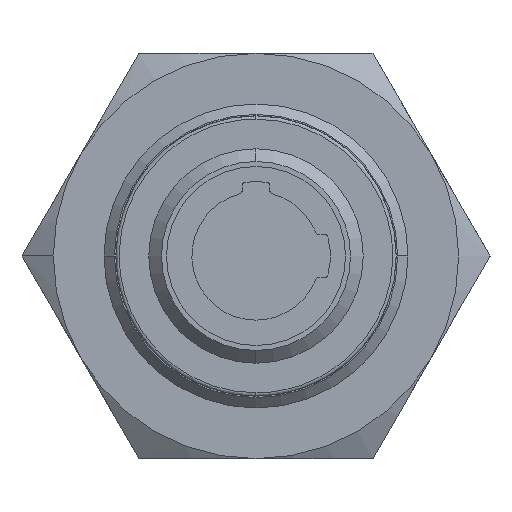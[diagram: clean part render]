
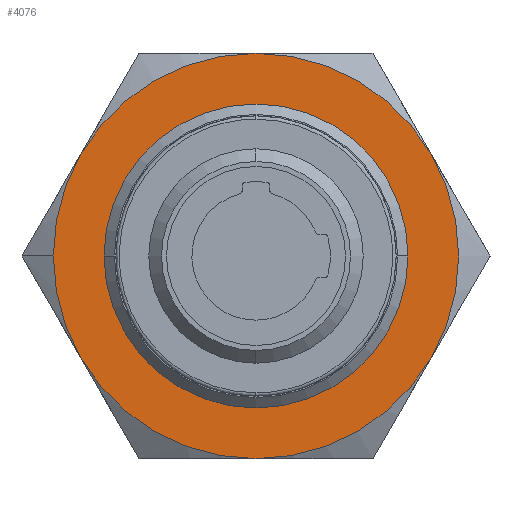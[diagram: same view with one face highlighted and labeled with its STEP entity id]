
A CAD part, left-side view. The second image highlights one B-rep face of the part: STEP entity #4076.
In plain terms, the highlighted planar face has unit normal (-1, 0, 0).
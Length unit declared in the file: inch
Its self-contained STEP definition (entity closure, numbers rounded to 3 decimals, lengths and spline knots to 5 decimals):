
#67 = EDGE_CURVE ( 'NONE', #743, #2023, #4631, .T. ) ;
#127 = EDGE_CURVE ( 'NONE', #5825, #925, #1587, .T. ) ;
#179 = VERTEX_POINT ( 'NONE', #3327 ) ;
#253 = CIRCLE ( 'NONE', #276, 0.35433 ) ;
#276 = AXIS2_PLACEMENT_3D ( 'NONE', #4421, #4950, #4043 ) ;
#414 = CIRCLE ( 'NONE', #1789, 0.47244 ) ;
#415 = CARTESIAN_POINT ( 'NONE',  ( 1.61417, 0., 0. ) ) ;
#454 = CARTESIAN_POINT ( 'NONE',  ( 1.61417, 0., -0.35433 ) ) ;
#512 = FACE_OUTER_BOUND ( 'NONE', #2549, .T. ) ;
#564 = CARTESIAN_POINT ( 'NONE',  ( 1.61417, 0., 0.35433 ) ) ;
#743 = VERTEX_POINT ( 'NONE', #1515 ) ;
#806 = CIRCLE ( 'NONE', #1352, 0.47244 ) ;
#925 = VERTEX_POINT ( 'NONE', #564 ) ;
#988 = EDGE_CURVE ( 'NONE', #4850, #1684, #4341, .T. ) ;
#1008 = DIRECTION ( 'NONE',  ( 1., 0., 0. ) ) ;
#1018 = ORIENTED_EDGE ( 'NONE', *, *, #3348, .F. ) ;
#1034 = CIRCLE ( 'NONE', #4332, 0.47244 ) ;
#1174 = EDGE_LOOP ( 'NONE', ( #4413, #1542 ) ) ;
#1352 = AXIS2_PLACEMENT_3D ( 'NONE', #415, #4552, #4628 ) ;
#1439 = FACE_BOUND ( 'NONE', #1174, .T. ) ;
#1515 = CARTESIAN_POINT ( 'NONE',  ( 1.61417, 0.40915, 0.23622 ) ) ;
#1534 = AXIS2_PLACEMENT_3D ( 'NONE', #5254, #2957, #5728 ) ;
#1542 = ORIENTED_EDGE ( 'NONE', *, *, #2570, .F. ) ;
#1587 = CIRCLE ( 'NONE', #1534, 0.35433 ) ;
#1684 = VERTEX_POINT ( 'NONE', #5798 ) ;
#1789 = AXIS2_PLACEMENT_3D ( 'NONE', #3902, #3521, #5344 ) ;
#1890 = CIRCLE ( 'NONE', #5460, 0.47244 ) ;
#2023 = VERTEX_POINT ( 'NONE', #4045 ) ;
#2180 = CARTESIAN_POINT ( 'NONE',  ( 1.61417, 0., 0. ) ) ;
#2345 = AXIS2_PLACEMENT_3D ( 'NONE', #5140, #2363, #5613 ) ;
#2363 = DIRECTION ( 'NONE',  ( 1., 0., 0. ) ) ;
#2387 = ORIENTED_EDGE ( 'NONE', *, *, #3151, .F. ) ;
#2455 = DIRECTION ( 'NONE',  ( 1., 0., 0. ) ) ;
#2549 = EDGE_LOOP ( 'NONE', ( #5225, #2387, #5139, #3237, #4494, #1018, #5291 ) ) ;
#2565 = CARTESIAN_POINT ( 'NONE',  ( 1.61417, -0.47244, 0. ) ) ;
#2570 = EDGE_CURVE ( 'NONE', #925, #5825, #253, .T. ) ;
#2652 = DIRECTION ( 'NONE',  ( 1., 0., 0. ) ) ;
#2684 = CARTESIAN_POINT ( 'NONE',  ( 1.61417, -0.40915, -0.23622 ) ) ;
#2924 = DIRECTION ( 'NONE',  ( 0., 1., 0. ) ) ;
#2957 = DIRECTION ( 'NONE',  ( -1., 0., 0. ) ) ;
#3041 = CARTESIAN_POINT ( 'NONE',  ( 1.61417, 0.40915, -0.23622 ) ) ;
#3064 = PLANE ( 'NONE',  #4202 ) ;
#3151 = EDGE_CURVE ( 'NONE', #2023, #179, #414, .T. ) ;
#3237 = ORIENTED_EDGE ( 'NONE', *, *, #3483, .F. ) ;
#3327 = CARTESIAN_POINT ( 'NONE',  ( 1.61417, -0.40915, 0.23622 ) ) ;
#3348 = EDGE_CURVE ( 'NONE', #4856, #4850, #806, .T. ) ;
#3403 = DIRECTION ( 'NONE',  ( 0., 0., 1. ) ) ;
#3483 = EDGE_CURVE ( 'NONE', #1684, #743, #4183, .T. ) ;
#3504 = AXIS2_PLACEMENT_3D ( 'NONE', #2180, #2652, #3403 ) ;
#3519 = DIRECTION ( 'NONE',  ( 1., 0., 0. ) ) ;
#3521 = DIRECTION ( 'NONE',  ( 1., 0., 0. ) ) ;
#3779 = CARTESIAN_POINT ( 'NONE',  ( 1.61417, 0., 0. ) ) ;
#3793 = CARTESIAN_POINT ( 'NONE',  ( 1.61417, 0., 0. ) ) ;
#3798 = CARTESIAN_POINT ( 'NONE',  ( 1.61417, 0., 0. ) ) ;
#3902 = CARTESIAN_POINT ( 'NONE',  ( 1.61417, 0., 0. ) ) ;
#4043 = DIRECTION ( 'NONE',  ( 0., 0., -1. ) ) ;
#4045 = CARTESIAN_POINT ( 'NONE',  ( 1.61417, 0., 0.47244 ) ) ;
#4076 = ADVANCED_FACE ( 'NONE', ( #512, #1439 ), #3064, .F. ) ;
#4153 = DIRECTION ( 'NONE',  ( 1., 0., 0. ) ) ;
#4183 = CIRCLE ( 'NONE', #4350, 0.47244 ) ;
#4202 = AXIS2_PLACEMENT_3D ( 'NONE', #2565, #3519, #5343 ) ;
#4332 = AXIS2_PLACEMENT_3D ( 'NONE', #3779, #4153, #5609 ) ;
#4341 = CIRCLE ( 'NONE', #2345, 0.47244 ) ;
#4350 = AXIS2_PLACEMENT_3D ( 'NONE', #3798, #1008, #4752 ) ;
#4413 = ORIENTED_EDGE ( 'NONE', *, *, #127, .F. ) ;
#4421 = CARTESIAN_POINT ( 'NONE',  ( 1.61417, 0., 0. ) ) ;
#4494 = ORIENTED_EDGE ( 'NONE', *, *, #988, .F. ) ;
#4552 = DIRECTION ( 'NONE',  ( 1., 0., 0. ) ) ;
#4628 = DIRECTION ( 'NONE',  ( 0., 0., 1. ) ) ;
#4631 = CIRCLE ( 'NONE', #3504, 0.47244 ) ;
#4752 = DIRECTION ( 'NONE',  ( 0., 1., 0. ) ) ;
#4850 = VERTEX_POINT ( 'NONE', #3041 ) ;
#4856 = VERTEX_POINT ( 'NONE', #4893 ) ;
#4893 = CARTESIAN_POINT ( 'NONE',  ( 1.61417, 0., -0.47244 ) ) ;
#4950 = DIRECTION ( 'NONE',  ( -1., 0., 0. ) ) ;
#5139 = ORIENTED_EDGE ( 'NONE', *, *, #67, .F. ) ;
#5140 = CARTESIAN_POINT ( 'NONE',  ( 1.61417, 0., 0. ) ) ;
#5225 = ORIENTED_EDGE ( 'NONE', *, *, #5304, .F. ) ;
#5254 = CARTESIAN_POINT ( 'NONE',  ( 1.61417, 0., 0. ) ) ;
#5291 = ORIENTED_EDGE ( 'NONE', *, *, #5854, .F. ) ;
#5304 = EDGE_CURVE ( 'NONE', #179, #5804, #1890, .T. ) ;
#5343 = DIRECTION ( 'NONE',  ( 0., 0., 1. ) ) ;
#5344 = DIRECTION ( 'NONE',  ( 0., 0., 1. ) ) ;
#5460 = AXIS2_PLACEMENT_3D ( 'NONE', #3793, #2455, #2924 ) ;
#5609 = DIRECTION ( 'NONE',  ( 0., 0., 1. ) ) ;
#5613 = DIRECTION ( 'NONE',  ( 0., 1., 0. ) ) ;
#5728 = DIRECTION ( 'NONE',  ( 0., 0., -1. ) ) ;
#5798 = CARTESIAN_POINT ( 'NONE',  ( 1.61417, 0.47244, 0. ) ) ;
#5804 = VERTEX_POINT ( 'NONE', #2684 ) ;
#5825 = VERTEX_POINT ( 'NONE', #454 ) ;
#5854 = EDGE_CURVE ( 'NONE', #5804, #4856, #1034, .T. ) ;
